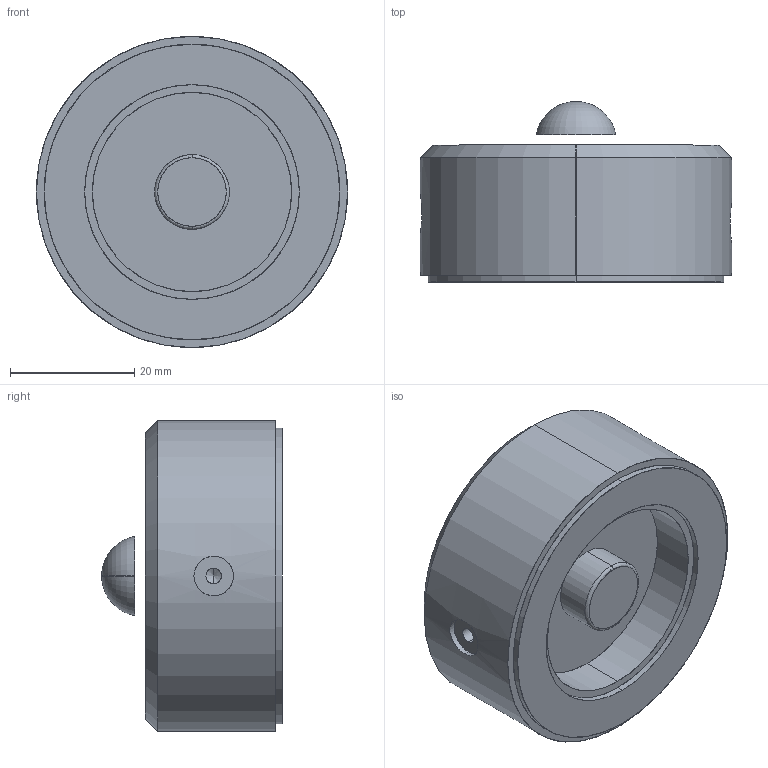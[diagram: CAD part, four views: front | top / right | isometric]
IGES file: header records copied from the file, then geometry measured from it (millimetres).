
Start section: SolidWorks IGES file using analytic representation for surfaces
Global section: file name: oavr050rv.IGS; native system: SolidWorks 2014; preprocessor: SolidWorks 2014; author: oavcopc6; date: 140804.094609; units: millimetre
Bounding box: 50 x 28.98 x 50 mm (x, y, z)
Surface area: 11412.8 mm2 (no closed solid volume)
Topology: 0 solids, 0 shells, 68 faces, 880 edges, 866 vertices
Faces by surface type: revolution 54, bspline 14
